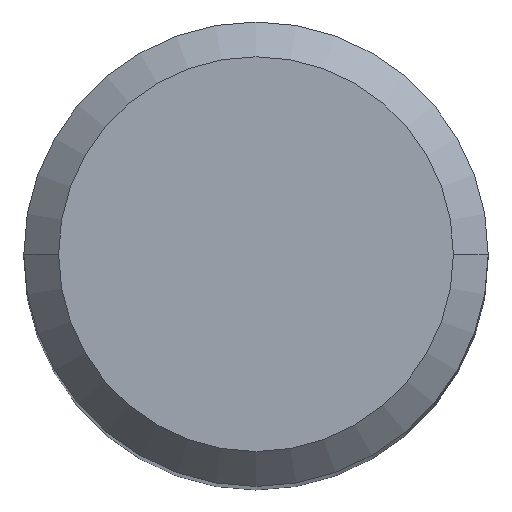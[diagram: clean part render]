
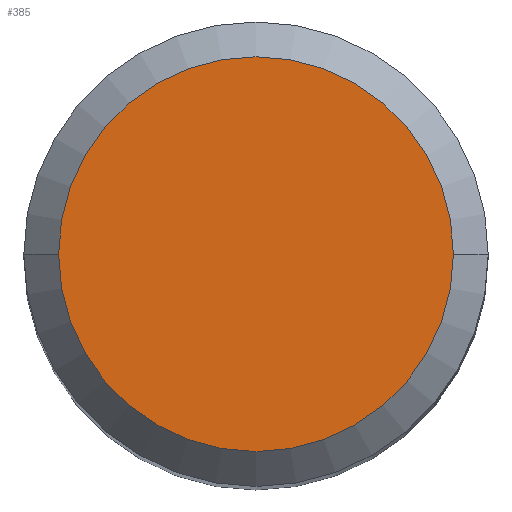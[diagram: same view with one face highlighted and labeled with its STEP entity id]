
A CAD part, top view. The second image highlights one B-rep face of the part: STEP entity #385.
In plain terms, the highlighted planar face has unit normal (0, 0, 1).
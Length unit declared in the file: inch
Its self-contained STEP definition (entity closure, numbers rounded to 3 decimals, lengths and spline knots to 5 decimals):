
#6 = PLANE ( 'NONE',  #205 ) ;
#45 = ORIENTED_EDGE ( 'NONE', *, *, #436, .T. ) ;
#96 = CIRCLE ( 'NONE', #386, 0.13387 ) ;
#133 = DIRECTION ( 'NONE',  ( 0., 0., 1. ) ) ;
#171 = VERTEX_POINT ( 'NONE', #307 ) ;
#176 = FACE_OUTER_BOUND ( 'NONE', #231, .T. ) ;
#180 = DIRECTION ( 'NONE',  ( -1., 0., 0. ) ) ;
#192 = DIRECTION ( 'NONE',  ( 0., 0., 1. ) ) ;
#205 = AXIS2_PLACEMENT_3D ( 'NONE', #469, #379, #180 ) ;
#214 = CARTESIAN_POINT ( 'NONE',  ( 0., 0., 0. ) ) ;
#231 = EDGE_LOOP ( 'NONE', ( #330, #45 ) ) ;
#235 = EDGE_CURVE ( 'NONE', #415, #171, #426, .T. ) ;
#262 = DIRECTION ( 'NONE',  ( 1., 0., 0. ) ) ;
#307 = CARTESIAN_POINT ( 'NONE',  ( 0.13387, 0., 0. ) ) ;
#330 = ORIENTED_EDGE ( 'NONE', *, *, #235, .T. ) ;
#379 = DIRECTION ( 'NONE',  ( 0., 0., -1. ) ) ;
#385 = ADVANCED_FACE ( 'NONE', ( #176 ), #6, .F. ) ;
#386 = AXIS2_PLACEMENT_3D ( 'NONE', #214, #192, #262 ) ;
#415 = VERTEX_POINT ( 'NONE', #457 ) ;
#426 = CIRCLE ( 'NONE', #479, 0.13387 ) ;
#436 = EDGE_CURVE ( 'NONE', #171, #415, #96, .T. ) ;
#439 = DIRECTION ( 'NONE',  ( 1., 0., 0. ) ) ;
#457 = CARTESIAN_POINT ( 'NONE',  ( -0.13387, 0., 0. ) ) ;
#469 = CARTESIAN_POINT ( 'NONE',  ( 0., 0., 0. ) ) ;
#479 = AXIS2_PLACEMENT_3D ( 'NONE', #481, #133, #439 ) ;
#481 = CARTESIAN_POINT ( 'NONE',  ( 0., 0., 0. ) ) ;
